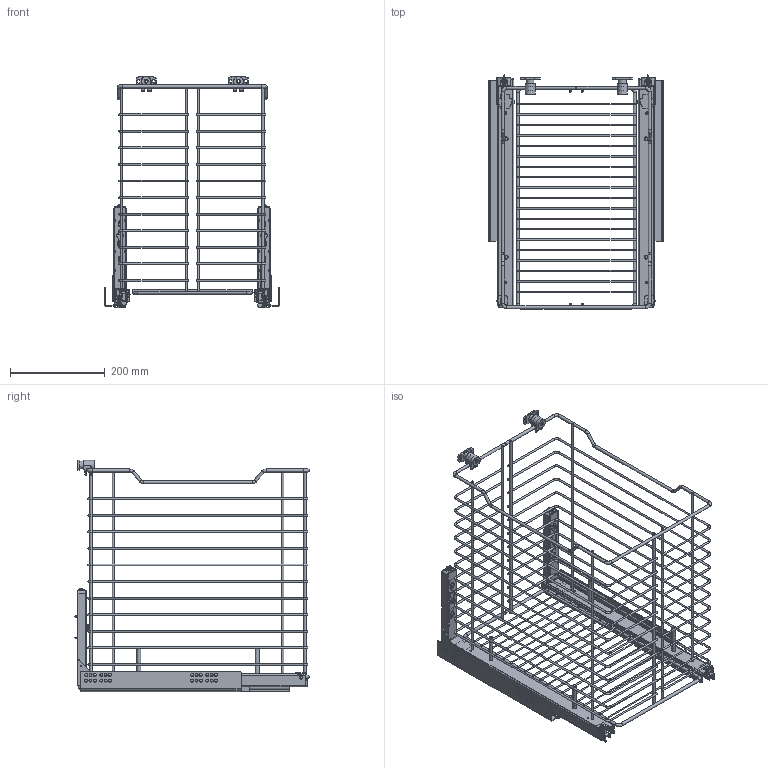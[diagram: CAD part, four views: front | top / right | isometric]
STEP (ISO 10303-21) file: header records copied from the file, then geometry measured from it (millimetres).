
FILE_DESCRIPTION((''),'2;1');
FILE_NAME('38716014 CJTO MODULOS 400 FR (PAN-BOTPAN-DESP).stp','2019-09-11T15:55:00',('rguerrero'),(''),'Autodesk Inventor 2010','Autodesk Inventor 2010','');
FILE_SCHEMA(('CONFIG_CONTROL_DESIGN'));
Length unit declared in the file: millimetre
Products named in the file (32): CJTO MODULOS 400 FR (PAN-BOTPAN-DESP).iam (Nivel de detalle2); CJTO FIJACION GUIA dcha mod.iam (~1); FIJACION GUIA eje dcha; clip PITON; FIJACION GUIA del dcha mod; QUADRO V6 480 EB20 SS IZQDA_M; FUNDA QUADRO 480 EB20 IZQDA_M; MEDIO QUADRO 480 EB20 IZQDA_M; CENTRO GUIA CUADRO; piston DERECHA; QUADRO V6 480 EB20 SS DCHA; FUNDA QUADRO 480 EB20 DCHA; MEDIO QUADRO 480 EB20 DCHA; CJTO FIJACION GUIA izqda mod.iam (~1); FIJACION GUIA eje izqda; FIJACION GUIA del izqda_MIR; CJTO PLETINA FR ALTO IZDA; CARCASA MODELO H205; angular refuerzo; PLETINA GUIA IZDA_MIR; CJTO PLETINA FR ALTO; PLETINA GUIA DCHA; BRIDA DEFINITIVA; BRIDA PLUS; EN ISO 7045 -  M6 x 25 - 4.8 - H M6 x 25 - 4.8 - H; EN ISO 7045 -  M6 x 25 - 4.8 - H M6 x 16 - 4.8 - H; NF EN ISO 7046-1 - H  (Rosca regular) M6 x 16 - 4.8 - H; NF EN ISO 1482 - C ST 3.5 x 13 - C; FIJACION GUIA trasera mod; CM87160 TOLVA ROPA FR 400; AcopleSuperior - Adaptada; BaseDistanciador -1- Adaptada
Assembly tree (46 placements, depth 3):
  CJTO MODULOS 400 FR (PAN-BOTPAN-DESP).iam (Nivel de detalle2)
    CJTO FIJACION GUIA dcha mod.iam (~1)
      FIJACION GUIA eje dcha
      clip PITON  x2
      FIJACION GUIA del dcha mod
    QUADRO V6 480 EB20 SS IZQDA_M
      FUNDA QUADRO 480 EB20 IZQDA_M
      MEDIO QUADRO 480 EB20 IZQDA_M
      CENTRO GUIA CUADRO
      piston DERECHA
    QUADRO V6 480 EB20 SS DCHA
      FUNDA QUADRO 480 EB20 DCHA
      MEDIO QUADRO 480 EB20 DCHA
      CENTRO GUIA CUADRO
      piston DERECHA
    CJTO FIJACION GUIA izqda mod.iam (~1)
      clip PITON  x2
      FIJACION GUIA eje izqda
      FIJACION GUIA del izqda_MIR
    CJTO PLETINA FR ALTO IZDA
      CARCASA MODELO H205
      angular refuerzo
      PLETINA GUIA IZDA_MIR
    CJTO PLETINA FR ALTO
      CARCASA MODELO H205
      angular refuerzo
      PLETINA GUIA DCHA
    BRIDA DEFINITIVA  x2
      BRIDA PLUS
      EN ISO 7045 -  M6 x 25 - 4.8 - H M6 x 25 - 4.8 - H
      EN ISO 7045 -  M6 x 25 - 4.8 - H M6 x 16 - 4.8 - H
      NF EN ISO 7046-1 - H  (Rosca regular) M6 x 16 - 4.8 - H
      NF EN ISO 1482 - C ST 3.5 x 13 - C
    FIJACION GUIA trasera mod  x2
    clip PITON  x2
    CM87160 TOLVA ROPA FR 400
    AcopleSuperior - Adaptada  x2
    BaseDistanciador -1- Adaptada  x2
Bounding box: 368 x 495.15 x 489.84 mm (x, y, z)
Volume: 902968.4 mm3; surface area: 923430.9 mm2
Topology: 75 solids, 75 shells, 2762 faces, 6857 edges, 4286 vertices
Faces by surface type: plane 1211, cylinder 661, bspline 567, cone 152, torus 134, sphere 37
Full cylindrical faces by diameter (mm): 1.69 x6, 3 x19, 3.5 x4, 3.9 x33, 4 x14, 4.8 x2, 4.9 x4, 5.387 x4, 5.459 x4, 5.5 x10, 5.85 x4, 6 x8, 6.3 x24, 6.4 x11, 7.5 x2, 8 x5, 9 x4, 11.3 x4, 14 x4, 15 x2, 16 x2, 21 x2
Entity records: 58169 total; most frequent: CARTESIAN_POINT 20082, DIRECTION 7412, ORIENTED_EDGE 7278, EDGE_CURVE 3639, AXIS2_PLACEMENT_3D 2729, VERTEX_POINT 2518, EDGE_LOOP 2379, VECTOR 1954
